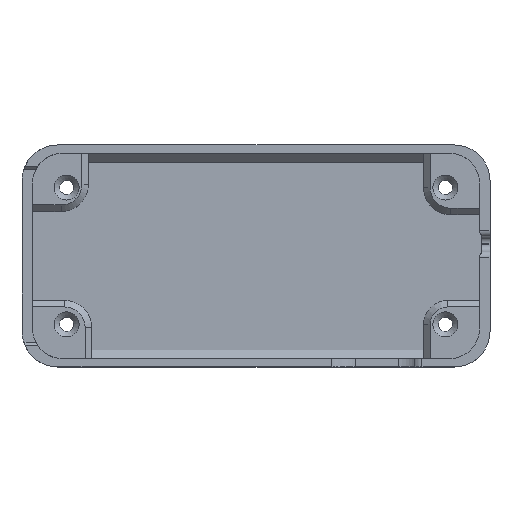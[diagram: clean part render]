
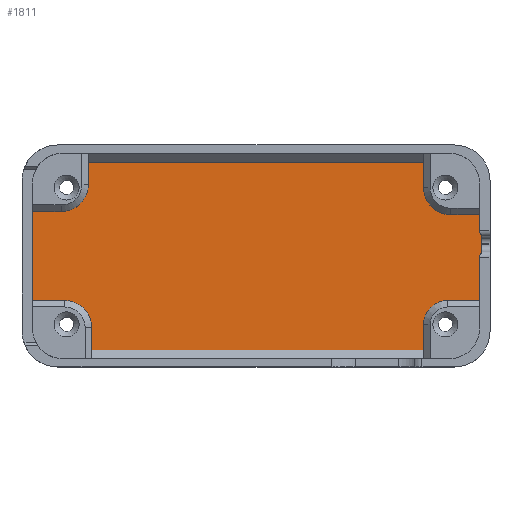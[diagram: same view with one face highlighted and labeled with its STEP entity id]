
A CAD part, top view. The second image highlights one B-rep face of the part: STEP entity #1811.
In plain terms, the highlighted planar face has unit normal (0, 0, 1).
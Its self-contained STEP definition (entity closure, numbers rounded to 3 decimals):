
#123=CIRCLE('',#1962,0.6);
#127=CIRCLE('',#1970,4.4);
#128=CIRCLE('',#1971,0.6);
#129=CIRCLE('',#1972,0.8);
#130=CIRCLE('',#1973,0.8);
#131=CIRCLE('',#1974,5.);
#132=CIRCLE('',#1975,5.);
#133=CIRCLE('',#1976,5.);
#210=FACE_OUTER_BOUND('',#316,.T.);
#316=EDGE_LOOP('',(#1399,#1400,#1401,#1402,#1403,#1404,#1405,#1406,#1407,
#1408,#1409,#1410,#1411,#1412,#1413,#1414,#1415,#1416,#1417,#1418,#1419,
#1420,#1421));
#388=LINE('',#2653,#564);
#392=LINE('',#2661,#568);
#406=LINE('',#2698,#582);
#410=LINE('',#2706,#586);
#419=LINE('',#2725,#595);
#476=LINE('',#2953,#652);
#478=LINE('',#2963,#654);
#481=LINE('',#2971,#657);
#482=LINE('',#2973,#658);
#483=LINE('',#2979,#659);
#484=LINE('',#2982,#660);
#485=LINE('',#2987,#661);
#486=LINE('',#2989,#662);
#487=LINE('',#2991,#663);
#488=LINE('',#2993,#664);
#564=VECTOR('',#2089,10.);
#568=VECTOR('',#2095,10.);
#582=VECTOR('',#2121,10.);
#586=VECTOR('',#2127,10.);
#595=VECTOR('',#2140,10.);
#652=VECTOR('',#2323,10.);
#654=VECTOR('',#2335,10.);
#657=VECTOR('',#2342,10.);
#658=VECTOR('',#2343,10.);
#659=VECTOR('',#2348,10.);
#660=VECTOR('',#2351,10.);
#661=VECTOR('',#2356,10.);
#662=VECTOR('',#2357,10.);
#663=VECTOR('',#2358,10.);
#664=VECTOR('',#2359,10.);
#738=VERTEX_POINT('',#2647);
#740=VERTEX_POINT('',#2651);
#743=VERTEX_POINT('',#2659);
#758=VERTEX_POINT('',#2692);
#760=VERTEX_POINT('',#2696);
#763=VERTEX_POINT('',#2704);
#771=VERTEX_POINT('',#2724);
#833=VERTEX_POINT('',#2937);
#834=VERTEX_POINT('',#2939);
#839=VERTEX_POINT('',#2951);
#842=VERTEX_POINT('',#2962);
#844=VERTEX_POINT('',#2968);
#845=VERTEX_POINT('',#2970);
#846=VERTEX_POINT('',#2972);
#847=VERTEX_POINT('',#2974);
#848=VERTEX_POINT('',#2976);
#849=VERTEX_POINT('',#2978);
#850=VERTEX_POINT('',#2981);
#851=VERTEX_POINT('',#2984);
#852=VERTEX_POINT('',#2986);
#853=VERTEX_POINT('',#2988);
#854=VERTEX_POINT('',#2990);
#855=VERTEX_POINT('',#2992);
#912=EDGE_CURVE('',#740,#738,#388,.T.);
#916=EDGE_CURVE('',#740,#743,#392,.T.);
#934=EDGE_CURVE('',#760,#758,#406,.T.);
#938=EDGE_CURVE('',#760,#763,#410,.T.);
#947=EDGE_CURVE('',#771,#738,#419,.T.);
#1038=EDGE_CURVE('',#833,#834,#123,.F.);
#1045=EDGE_CURVE('',#839,#833,#476,.T.);
#1050=EDGE_CURVE('',#842,#758,#478,.T.);
#1053=EDGE_CURVE('',#844,#743,#127,.F.);
#1054=EDGE_CURVE('',#844,#845,#481,.T.);
#1055=EDGE_CURVE('',#846,#845,#482,.T.);
#1056=EDGE_CURVE('',#847,#846,#128,.F.);
#1057=EDGE_CURVE('',#848,#847,#129,.T.);
#1058=EDGE_CURVE('',#849,#848,#483,.T.);
#1059=EDGE_CURVE('',#834,#849,#130,.T.);
#1060=EDGE_CURVE('',#839,#850,#484,.T.);
#1061=EDGE_CURVE('',#842,#850,#131,.F.);
#1062=EDGE_CURVE('',#851,#763,#132,.F.);
#1063=EDGE_CURVE('',#851,#852,#485,.T.);
#1064=EDGE_CURVE('',#853,#852,#486,.T.);
#1065=EDGE_CURVE('',#854,#853,#487,.T.);
#1066=EDGE_CURVE('',#854,#855,#488,.T.);
#1067=EDGE_CURVE('',#771,#855,#133,.F.);
#1399=ORIENTED_EDGE('',*,*,#912,.F.);
#1400=ORIENTED_EDGE('',*,*,#916,.T.);
#1401=ORIENTED_EDGE('',*,*,#1053,.F.);
#1402=ORIENTED_EDGE('',*,*,#1054,.T.);
#1403=ORIENTED_EDGE('',*,*,#1055,.F.);
#1404=ORIENTED_EDGE('',*,*,#1056,.F.);
#1405=ORIENTED_EDGE('',*,*,#1057,.F.);
#1406=ORIENTED_EDGE('',*,*,#1058,.F.);
#1407=ORIENTED_EDGE('',*,*,#1059,.F.);
#1408=ORIENTED_EDGE('',*,*,#1038,.F.);
#1409=ORIENTED_EDGE('',*,*,#1045,.F.);
#1410=ORIENTED_EDGE('',*,*,#1060,.T.);
#1411=ORIENTED_EDGE('',*,*,#1061,.F.);
#1412=ORIENTED_EDGE('',*,*,#1050,.T.);
#1413=ORIENTED_EDGE('',*,*,#934,.F.);
#1414=ORIENTED_EDGE('',*,*,#938,.T.);
#1415=ORIENTED_EDGE('',*,*,#1062,.F.);
#1416=ORIENTED_EDGE('',*,*,#1063,.T.);
#1417=ORIENTED_EDGE('',*,*,#1064,.F.);
#1418=ORIENTED_EDGE('',*,*,#1065,.F.);
#1419=ORIENTED_EDGE('',*,*,#1066,.T.);
#1420=ORIENTED_EDGE('',*,*,#1067,.F.);
#1421=ORIENTED_EDGE('',*,*,#947,.T.);
#1746=PLANE('',#1969);
#1811=ADVANCED_FACE('',(#210),#1746,.F.);
#1962=AXIS2_PLACEMENT_3D('',#2940,#2313,#2314);
#1969=AXIS2_PLACEMENT_3D('',#2967,#2338,#2339);
#1970=AXIS2_PLACEMENT_3D('',#2969,#2340,#2341);
#1971=AXIS2_PLACEMENT_3D('',#2975,#2344,#2345);
#1972=AXIS2_PLACEMENT_3D('',#2977,#2346,#2347);
#1973=AXIS2_PLACEMENT_3D('',#2980,#2349,#2350);
#1974=AXIS2_PLACEMENT_3D('',#2983,#2352,#2353);
#1975=AXIS2_PLACEMENT_3D('',#2985,#2354,#2355);
#1976=AXIS2_PLACEMENT_3D('',#2994,#2360,#2361);
#2089=DIRECTION('',(-1.,0.,0.));
#2095=DIRECTION('',(0.,1.,0.));
#2121=DIRECTION('',(1.,0.,0.));
#2127=DIRECTION('',(0.,-1.,0.));
#2140=DIRECTION('',(0.,-1.,0.));
#2313=DIRECTION('center_axis',(0.,0.,-1.));
#2314=DIRECTION('ref_axis',(-0.926,-0.378,0.));
#2323=DIRECTION('',(0.,-1.,0.));
#2335=DIRECTION('',(0.,1.,0.));
#2338=DIRECTION('center_axis',(0.,0.,-1.));
#2339=DIRECTION('ref_axis',(-1.,0.,0.));
#2340=DIRECTION('center_axis',(0.,0.,-1.));
#2341=DIRECTION('ref_axis',(-0.707,0.707,0.));
#2342=DIRECTION('',(1.,0.,0.));
#2343=DIRECTION('',(0.,-1.,0.));
#2344=DIRECTION('center_axis',(0.,0.,-1.));
#2345=DIRECTION('ref_axis',(-0.926,0.378,0.));
#2346=DIRECTION('center_axis',(0.,0.,-1.));
#2347=DIRECTION('ref_axis',(-1.,0.,0.));
#2348=DIRECTION('',(0.,-1.,0.));
#2349=DIRECTION('center_axis',(0.,0.,-1.));
#2350=DIRECTION('ref_axis',(1.,0.,0.));
#2351=DIRECTION('',(-1.,0.,0.));
#2352=DIRECTION('center_axis',(0.,0.,-1.));
#2353=DIRECTION('ref_axis',(-0.707,-0.707,0.));
#2354=DIRECTION('center_axis',(0.,0.,-1.));
#2355=DIRECTION('ref_axis',(0.707,-0.707,0.));
#2356=DIRECTION('',(-1.,0.,0.));
#2357=DIRECTION('',(0.,1.,0.));
#2358=DIRECTION('',(0.,1.,0.));
#2359=DIRECTION('',(1.,0.,0.));
#2360=DIRECTION('center_axis',(0.,0.,-1.));
#2361=DIRECTION('ref_axis',(0.707,0.707,0.));
#2647=CARTESIAN_POINT('',(109.502,-109.349,-31.943));
#2651=CARTESIAN_POINT('',(170.498,-109.349,-31.943));
#2653=CARTESIAN_POINT('',(178.374,-109.349,-31.943));
#2659=CARTESIAN_POINT('',(170.498,-104.648,-31.943));
#2661=CARTESIAN_POINT('',(170.498,-81.534,-31.943));
#2692=CARTESIAN_POINT('',(170.498,-74.8,-31.943));
#2696=CARTESIAN_POINT('',(108.902,-74.8,-31.943));
#2698=CARTESIAN_POINT('',(141.176,-74.8,-31.943));
#2704=CARTESIAN_POINT('',(108.902,-78.902,-31.943));
#2706=CARTESIAN_POINT('',(108.902,-100.409,-31.943));
#2724=CARTESIAN_POINT('',(109.502,-105.248,-31.943));
#2725=CARTESIAN_POINT('',(109.502,-100.409,-31.943));
#2937=CARTESIAN_POINT('',(180.8,-87.589,-31.943));
#2939=CARTESIAN_POINT('',(180.971,-88.009,-31.943));
#2940=CARTESIAN_POINT('Origin',(181.4,-87.589,-31.943));
#2951=CARTESIAN_POINT('',(180.8,-84.502,-31.943));
#2953=CARTESIAN_POINT('',(180.8,-84.385,-31.943));
#2962=CARTESIAN_POINT('',(170.498,-79.502,-31.943));
#2963=CARTESIAN_POINT('',(170.498,-81.534,-31.943));
#2967=CARTESIAN_POINT('Origin',(179.85,-89.869,-31.943));
#2968=CARTESIAN_POINT('',(174.898,-100.248,-31.943));
#2969=CARTESIAN_POINT('Origin',(174.898,-104.648,-31.943));
#2970=CARTESIAN_POINT('',(180.8,-100.248,-31.943));
#2971=CARTESIAN_POINT('',(180.325,-100.248,-31.943));
#2972=CARTESIAN_POINT('',(180.8,-92.149,-31.943));
#2973=CARTESIAN_POINT('',(180.8,-84.385,-31.943));
#2974=CARTESIAN_POINT('',(180.971,-91.729,-31.943));
#2975=CARTESIAN_POINT('Origin',(181.4,-92.149,-31.943));
#2976=CARTESIAN_POINT('',(181.2,-91.169,-31.943));
#2977=CARTESIAN_POINT('Origin',(180.4,-91.169,-31.943));
#2978=CARTESIAN_POINT('',(181.2,-88.569,-31.943));
#2979=CARTESIAN_POINT('',(181.2,-89.219,-31.943));
#2980=CARTESIAN_POINT('Origin',(180.4,-88.569,-31.943));
#2981=CARTESIAN_POINT('',(175.498,-84.502,-31.943));
#2982=CARTESIAN_POINT('',(139.225,-84.502,-31.943));
#2983=CARTESIAN_POINT('Origin',(175.498,-79.502,-31.943));
#2984=CARTESIAN_POINT('',(103.902,-83.902,-31.943));
#2985=CARTESIAN_POINT('Origin',(103.902,-78.902,-31.943));
#2986=CARTESIAN_POINT('',(98.6,-83.902,-31.943));
#2987=CARTESIAN_POINT('',(139.225,-83.902,-31.943));
#2988=CARTESIAN_POINT('',(98.6,-90.424,-31.943));
#2989=CARTESIAN_POINT('',(98.6,-90.146,-31.943));
#2990=CARTESIAN_POINT('',(98.6,-100.248,-31.943));
#2991=CARTESIAN_POINT('',(98.6,-97.555,-31.943));
#2992=CARTESIAN_POINT('',(104.502,-100.248,-31.943));
#2993=CARTESIAN_POINT('',(142.376,-100.248,-31.943));
#2994=CARTESIAN_POINT('Origin',(104.502,-105.248,-31.943));
